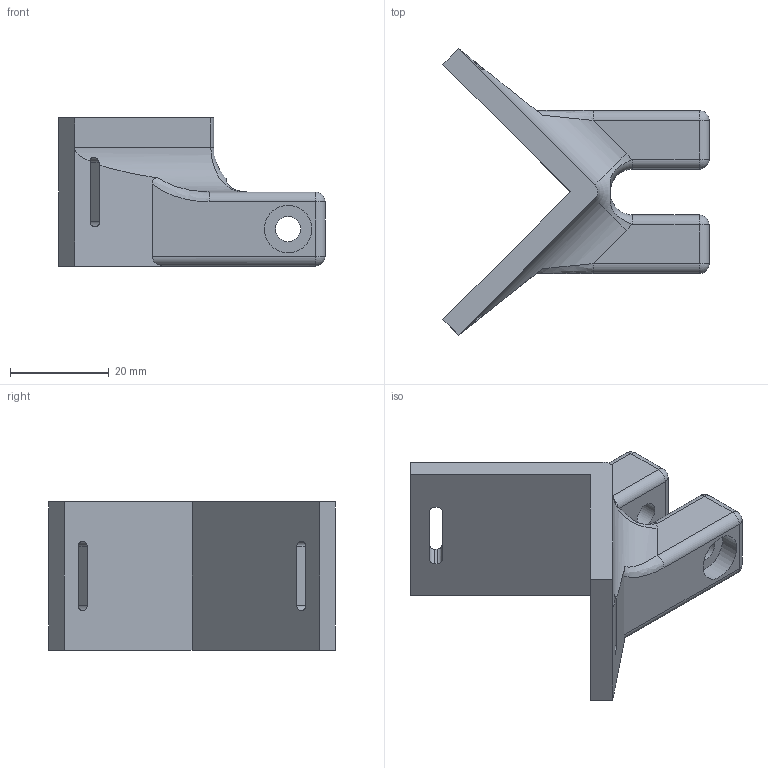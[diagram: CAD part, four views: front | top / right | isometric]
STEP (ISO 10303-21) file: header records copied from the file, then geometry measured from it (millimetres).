
FILE_DESCRIPTION(/* description */ (''),/* implementation_level */ '2;1');
FILE_NAME(/* name */ 'bike mount.step',/* time_stamp */ '2022-02-05T18:12:38-05:00',/* author */ (''),/* organization */ (''),/* preprocessor_version */ 'ST-DEVELOPER v18.1',/* originating_system */ 'Autodesk Translation Framework v10.13.0.1454',/* authorisation */ '');
FILE_SCHEMA (('AUTOMOTIVE_DESIGN { 1 0 10303 214 3 1 1 }'));
Length unit declared in the file: millimetre
Products named in the file (3): bike mount; Generic 30mm wide; IC4 Mount
Assembly tree (2 placements, depth 2):
  bike mount
    Generic 30mm wide
    IC4 Mount
Bounding box: 53.89 x 57.98 x 30 mm (x, y, z)
Volume: 22743 mm3; surface area: 8926.4 mm2
Topology: 1 solids, 1 shells, 82 faces, 206 edges, 126 vertices
Faces by surface type: plane 35, cylinder 32, sphere 8, torus 5, bspline 2
Full cylindrical faces by diameter (mm): 5.1 x2, 9.6 x1
Entity records: 2666 total; most frequent: CARTESIAN_POINT 583, DIRECTION 439, ORIENTED_EDGE 412, EDGE_CURVE 206, AXIS2_PLACEMENT_3D 161, VERTEX_POINT 126, LINE 117, VECTOR 117
